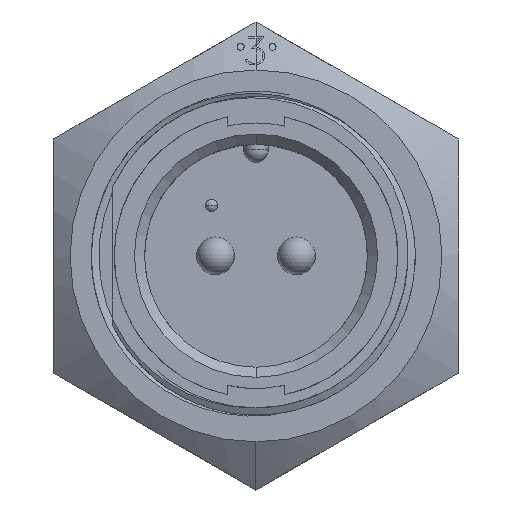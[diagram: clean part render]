
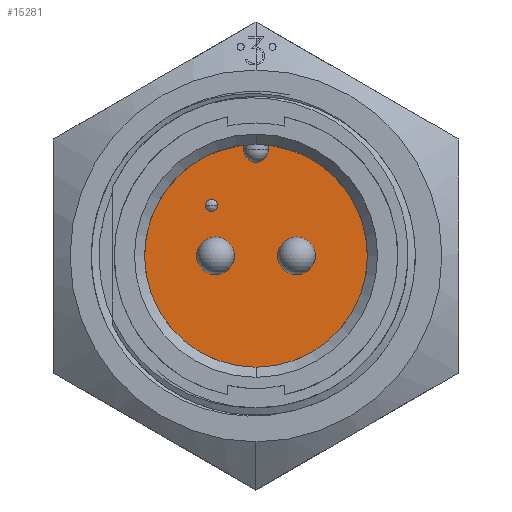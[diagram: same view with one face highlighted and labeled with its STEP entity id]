
A CAD part, top view. The second image highlights one B-rep face of the part: STEP entity #15281.
In plain terms, the highlighted planar face has unit normal (0, 0, 1).
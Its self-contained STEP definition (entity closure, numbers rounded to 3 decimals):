
#135 = EDGE_CURVE ( 'NONE', #3944, #2472, #14988, .T. ) ;
#294 = ORIENTED_EDGE ( 'NONE', *, *, #13613, .F. ) ;
#542 = CARTESIAN_POINT ( 'NONE',  ( 1.359, 0., 9.271 ) ) ;
#553 = CIRCLE ( 'NONE', #13242, 6.985 ) ;
#671 = CARTESIAN_POINT ( 'NONE',  ( 0., 6.629, 9.271 ) ) ;
#918 = DIRECTION ( 'NONE',  ( 0., 0., 1. ) ) ;
#928 = ORIENTED_EDGE ( 'NONE', *, *, #10545, .F. ) ;
#932 = VERTEX_POINT ( 'NONE', #13943 ) ;
#1099 = FACE_BOUND ( 'NONE', #2655, .T. ) ;
#1154 = DIRECTION ( 'NONE',  ( 0., 0., -1. ) ) ;
#1302 = EDGE_CURVE ( 'NONE', #3090, #14683, #8301, .T. ) ;
#1641 = CARTESIAN_POINT ( 'NONE',  ( 0., -6.985, 9.271 ) ) ;
#1674 = CARTESIAN_POINT ( 'NONE',  ( -0.762, 6.629, 9.271 ) ) ;
#1689 = EDGE_LOOP ( 'NONE', ( #294, #13012 ) ) ;
#1887 = DIRECTION ( 'NONE',  ( 0., 0., 1. ) ) ;
#1912 = DIRECTION ( 'NONE',  ( 1., 0., 0. ) ) ;
#1934 = CARTESIAN_POINT ( 'NONE',  ( 0.762, 6.943, 9.271 ) ) ;
#2195 = EDGE_CURVE ( 'NONE', #9858, #3184, #3176, .T. ) ;
#2472 = VERTEX_POINT ( 'NONE', #1641 ) ;
#2655 = EDGE_LOOP ( 'NONE', ( #7359, #10426 ) ) ;
#2873 = CARTESIAN_POINT ( 'NONE',  ( 0., 0., 9.271 ) ) ;
#3090 = VERTEX_POINT ( 'NONE', #14505 ) ;
#3176 = CIRCLE ( 'NONE', #3596, 1.181 ) ;
#3184 = VERTEX_POINT ( 'NONE', #7350 ) ;
#3460 = DIRECTION ( 'NONE',  ( 0., 0., 1. ) ) ;
#3596 = AXIS2_PLACEMENT_3D ( 'NONE', #6470, #15247, #9622 ) ;
#3649 = VERTEX_POINT ( 'NONE', #6807 ) ;
#3944 = VERTEX_POINT ( 'NONE', #12519 ) ;
#4133 = DIRECTION ( 'NONE',  ( 0., 1., 0. ) ) ;
#4218 = ORIENTED_EDGE ( 'NONE', *, *, #1302, .F. ) ;
#4325 = CIRCLE ( 'NONE', #10459, 1.181 ) ;
#4442 = FACE_OUTER_BOUND ( 'NONE', #12877, .T. ) ;
#4825 = CARTESIAN_POINT ( 'NONE',  ( 0.762, 6.629, 9.271 ) ) ;
#4934 = CIRCLE ( 'NONE', #15713, 1.181 ) ;
#4945 = CARTESIAN_POINT ( 'NONE',  ( -2.794, 3.175, 9.271 ) ) ;
#5356 = CARTESIAN_POINT ( 'NONE',  ( -2.54, 0., 9.271 ) ) ;
#6019 = ORIENTED_EDGE ( 'NONE', *, *, #6104, .F. ) ;
#6104 = EDGE_CURVE ( 'NONE', #3649, #11238, #4934, .T. ) ;
#6148 = AXIS2_PLACEMENT_3D ( 'NONE', #8436, #918, #9688 ) ;
#6195 = DIRECTION ( 'NONE',  ( 0., 1., 0. ) ) ;
#6470 = CARTESIAN_POINT ( 'NONE',  ( -2.54, 0., 9.271 ) ) ;
#6623 = DIRECTION ( 'NONE',  ( 1., 0., 0. ) ) ;
#6807 = CARTESIAN_POINT ( 'NONE',  ( 3.721, 0., 9.271 ) ) ;
#6812 = CIRCLE ( 'NONE', #6148, 1.181 ) ;
#6893 = AXIS2_PLACEMENT_3D ( 'NONE', #4945, #13722, #6195 ) ;
#7054 = VERTEX_POINT ( 'NONE', #4825 ) ;
#7212 = AXIS2_PLACEMENT_3D ( 'NONE', #8944, #14002, #10143 ) ;
#7350 = CARTESIAN_POINT ( 'NONE',  ( -1.359, 0., 9.271 ) ) ;
#7359 = ORIENTED_EDGE ( 'NONE', *, *, #2195, .F. ) ;
#7527 = ORIENTED_EDGE ( 'NONE', *, *, #13450, .F. ) ;
#7553 = CIRCLE ( 'NONE', #6893, 0.381 ) ;
#7762 = FACE_BOUND ( 'NONE', #1689, .T. ) ;
#8301 = LINE ( 'NONE', #8722, #8700 ) ;
#8436 = CARTESIAN_POINT ( 'NONE',  ( 2.54, 0., 9.271 ) ) ;
#8631 = PLANE ( 'NONE',  #14251 ) ;
#8684 = CARTESIAN_POINT ( 'NONE',  ( 0., 0., 9.271 ) ) ;
#8700 = VECTOR ( 'NONE', #12517, 1000. ) ;
#8722 = CARTESIAN_POINT ( 'NONE',  ( -0.762, 6.629, 9.271 ) ) ;
#8724 = EDGE_CURVE ( 'NONE', #3184, #9858, #4325, .T. ) ;
#8748 = LINE ( 'NONE', #1934, #9134 ) ;
#8944 = CARTESIAN_POINT ( 'NONE',  ( 0., 0., 9.271 ) ) ;
#9134 = VECTOR ( 'NONE', #9462, 1000. ) ;
#9304 = CARTESIAN_POINT ( 'NONE',  ( -2.413, 3.175, 9.271 ) ) ;
#9372 = CIRCLE ( 'NONE', #9749, 0.762 ) ;
#9389 = ORIENTED_EDGE ( 'NONE', *, *, #135, .F. ) ;
#9413 = CARTESIAN_POINT ( 'NONE',  ( -2.794, 3.175, 9.271 ) ) ;
#9433 = DIRECTION ( 'NONE',  ( 0., 0., 1. ) ) ;
#9462 = DIRECTION ( 'NONE',  ( 0., 1., 0. ) ) ;
#9534 = VERTEX_POINT ( 'NONE', #9304 ) ;
#9622 = DIRECTION ( 'NONE',  ( 1., 0., 0. ) ) ;
#9688 = DIRECTION ( 'NONE',  ( 1., 0., 0. ) ) ;
#9749 = AXIS2_PLACEMENT_3D ( 'NONE', #671, #9433, #1912 ) ;
#9858 = VERTEX_POINT ( 'NONE', #14204 ) ;
#9928 = DIRECTION ( 'NONE',  ( 0., 1., 0. ) ) ;
#10143 = DIRECTION ( 'NONE',  ( 0., 1., 0. ) ) ;
#10426 = ORIENTED_EDGE ( 'NONE', *, *, #8724, .F. ) ;
#10459 = AXIS2_PLACEMENT_3D ( 'NONE', #5356, #14134, #6623 ) ;
#10545 = EDGE_CURVE ( 'NONE', #14683, #7054, #9372, .T. ) ;
#10672 = DIRECTION ( 'NONE',  ( 0., 1., 0. ) ) ;
#10985 = CARTESIAN_POINT ( 'NONE',  ( 2.54, 0., 9.271 ) ) ;
#11238 = VERTEX_POINT ( 'NONE', #542 ) ;
#11660 = DIRECTION ( 'NONE',  ( 0., 0., -1. ) ) ;
#12244 = DIRECTION ( 'NONE',  ( 1., 0., 0. ) ) ;
#12514 = ORIENTED_EDGE ( 'NONE', *, *, #15546, .F. ) ;
#12517 = DIRECTION ( 'NONE',  ( 0., -1., 0. ) ) ;
#12519 = CARTESIAN_POINT ( 'NONE',  ( 0.762, 6.943, 9.271 ) ) ;
#12877 = EDGE_LOOP ( 'NONE', ( #12514, #928, #4218, #7527, #9389 ) ) ;
#13012 = ORIENTED_EDGE ( 'NONE', *, *, #15869, .F. ) ;
#13068 = EDGE_LOOP ( 'NONE', ( #15243, #6019 ) ) ;
#13113 = CIRCLE ( 'NONE', #14919, 0.381 ) ;
#13242 = AXIS2_PLACEMENT_3D ( 'NONE', #2873, #11660, #4133 ) ;
#13450 = EDGE_CURVE ( 'NONE', #2472, #3090, #553, .T. ) ;
#13613 = EDGE_CURVE ( 'NONE', #932, #9534, #13113, .T. ) ;
#13722 = DIRECTION ( 'NONE',  ( 0., 0., 1. ) ) ;
#13943 = CARTESIAN_POINT ( 'NONE',  ( -3.175, 3.175, 9.271 ) ) ;
#14002 = DIRECTION ( 'NONE',  ( 0., 0., -1. ) ) ;
#14052 = FACE_BOUND ( 'NONE', #13068, .T. ) ;
#14134 = DIRECTION ( 'NONE',  ( 0., 0., 1. ) ) ;
#14204 = CARTESIAN_POINT ( 'NONE',  ( -3.721, 0., 9.271 ) ) ;
#14251 = AXIS2_PLACEMENT_3D ( 'NONE', #8684, #1154, #9928 ) ;
#14505 = CARTESIAN_POINT ( 'NONE',  ( -0.762, 6.943, 9.271 ) ) ;
#14683 = VERTEX_POINT ( 'NONE', #1674 ) ;
#14919 = AXIS2_PLACEMENT_3D ( 'NONE', #9413, #1887, #10672 ) ;
#14926 = EDGE_CURVE ( 'NONE', #11238, #3649, #6812, .T. ) ;
#14988 = CIRCLE ( 'NONE', #7212, 6.985 ) ;
#15243 = ORIENTED_EDGE ( 'NONE', *, *, #14926, .F. ) ;
#15247 = DIRECTION ( 'NONE',  ( 0., 0., 1. ) ) ;
#15281 = ADVANCED_FACE ( 'NONE', ( #4442, #7762, #1099, #14052 ), #8631, .F. ) ;
#15546 = EDGE_CURVE ( 'NONE', #7054, #3944, #8748, .T. ) ;
#15713 = AXIS2_PLACEMENT_3D ( 'NONE', #10985, #3460, #12244 ) ;
#15869 = EDGE_CURVE ( 'NONE', #9534, #932, #7553, .T. ) ;
